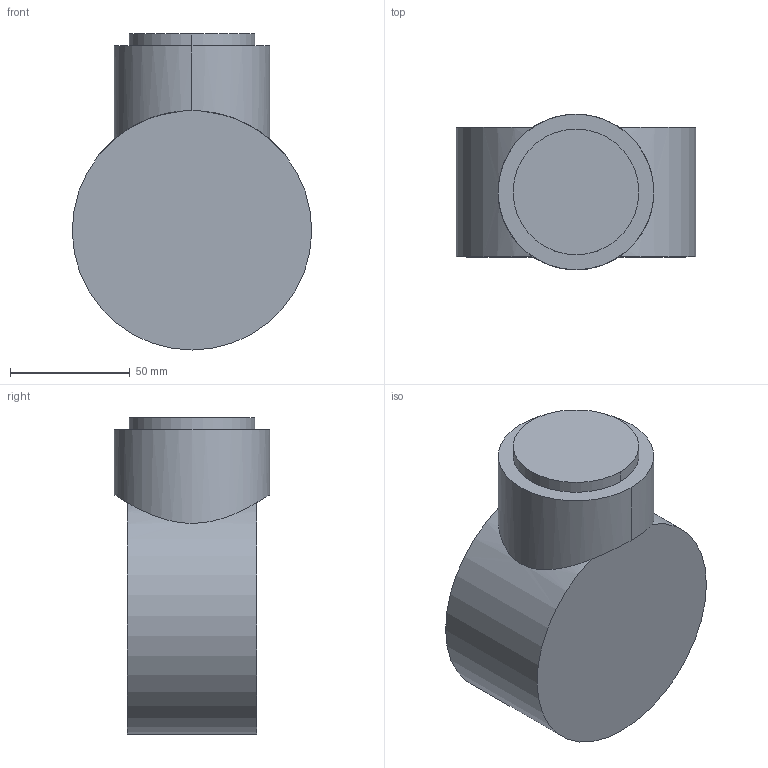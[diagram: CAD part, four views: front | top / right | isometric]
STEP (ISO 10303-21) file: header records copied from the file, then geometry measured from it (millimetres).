
FILE_DESCRIPTION (( 'STEP AP203' ), '1' );
FILE_NAME ('Link5_Default_sldprt.STEP', '2023-05-15T21:54:22', ( 'User' ), ( '' ), 'SwSTEP 2.0', 'SolidWorks 2023', '' );
FILE_SCHEMA (( 'CONFIG_CONTROL_DESIGN' ));
Length unit declared in the file: centimetre
Products named in the file (1): Link5_Default_sldprt
Bounding box: 99.99 x 65 x 132 mm (x, y, z)
Volume: 533835.3 mm3; surface area: 40531 mm2
Topology: 1 solids, 1 shells, 12 faces, 23 edges, 14 vertices
Faces by surface type: cylinder 8, plane 4
Entity records: 514 total; most frequent: CARTESIAN_POINT 192, DIRECTION 55, ORIENTED_EDGE 46, AXIS2_PLACEMENT_3D 25, EDGE_CURVE 23, VERTEX_POINT 14, EDGE_LOOP 13, ADVANCED_FACE 12
